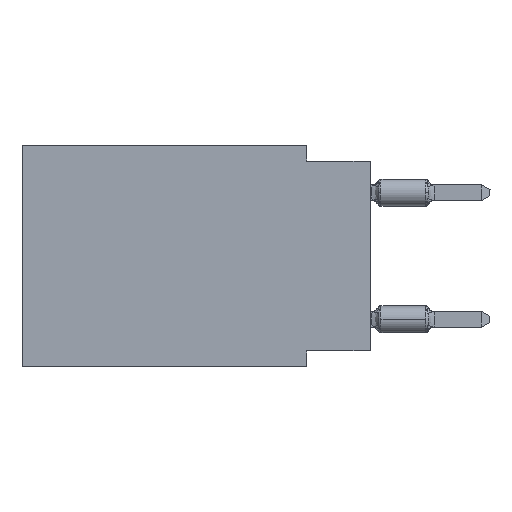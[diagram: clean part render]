
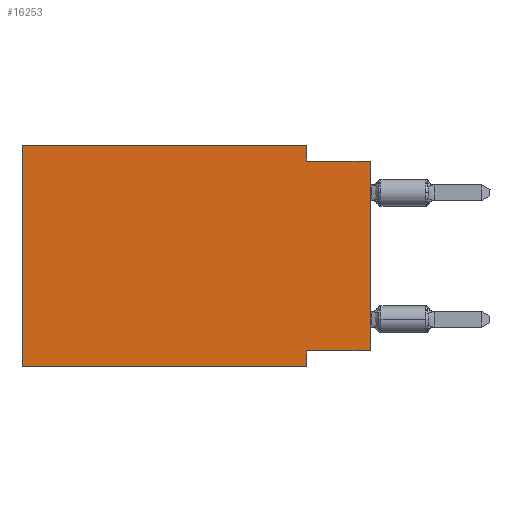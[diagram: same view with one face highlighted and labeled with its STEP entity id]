
A CAD part, left-side view. The second image highlights one B-rep face of the part: STEP entity #16253.
In plain terms, the highlighted planar face has unit normal (-1, 0, 0).
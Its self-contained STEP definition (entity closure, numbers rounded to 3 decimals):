
#164 = EDGE_CURVE ( 'NONE', #734, #5378, #18536, .T. ) ;
#507 = ORIENTED_EDGE ( 'NONE', *, *, #7357, .T. ) ;
#631 = VERTEX_POINT ( 'NONE', #6640 ) ;
#734 = VERTEX_POINT ( 'NONE', #3067 ) ;
#1173 = ORIENTED_EDGE ( 'NONE', *, *, #3619, .F. ) ;
#1494 = DIRECTION ( 'NONE',  ( 0., 0., 1. ) ) ;
#1761 = DIRECTION ( 'NONE',  ( 0., -1., 0. ) ) ;
#1851 = DIRECTION ( 'NONE',  ( 0., -1., 0. ) ) ;
#2061 = LINE ( 'NONE', #8297, #7103 ) ;
#2719 = ORIENTED_EDGE ( 'NONE', *, *, #3762, .F. ) ;
#2916 = CARTESIAN_POINT ( 'NONE',  ( 0., 13.97, 0. ) ) ;
#2971 = VECTOR ( 'NONE', #15759, 1000. ) ;
#3067 = CARTESIAN_POINT ( 'NONE',  ( 0., 13.97, -8.89 ) ) ;
#3087 = CARTESIAN_POINT ( 'NONE',  ( 0., 13.97, 0. ) ) ;
#3527 = VECTOR ( 'NONE', #1761, 1000. ) ;
#3619 = EDGE_CURVE ( 'NONE', #17841, #10272, #2061, .T. ) ;
#3762 = EDGE_CURVE ( 'NONE', #734, #18682, #19901, .T. ) ;
#4515 = CARTESIAN_POINT ( 'NONE',  ( 0., 13.97, -8.89 ) ) ;
#4632 = LINE ( 'NONE', #16901, #12791 ) ;
#5125 = ORIENTED_EDGE ( 'NONE', *, *, #164, .T. ) ;
#5378 = VERTEX_POINT ( 'NONE', #18827 ) ;
#5419 = CARTESIAN_POINT ( 'NONE',  ( 0., 2.54, -0.635 ) ) ;
#5430 = EDGE_LOOP ( 'NONE', ( #507, #1173, #18256, #17606, #2719, #5125, #17143, #17151 ) ) ;
#6444 = CARTESIAN_POINT ( 'NONE',  ( 0., 2.54, -8.89 ) ) ;
#6640 = CARTESIAN_POINT ( 'NONE',  ( 0., 0., -8.255 ) ) ;
#6651 = DIRECTION ( 'NONE',  ( 0., -1., 0. ) ) ;
#7103 = VECTOR ( 'NONE', #6651, 1000. ) ;
#7357 = EDGE_CURVE ( 'NONE', #631, #10272, #10999, .T. ) ;
#7489 = VERTEX_POINT ( 'NONE', #8037 ) ;
#7888 = LINE ( 'NONE', #3087, #8409 ) ;
#8037 = CARTESIAN_POINT ( 'NONE',  ( 0., 2.54, 0. ) ) ;
#8082 = DIRECTION ( 'NONE',  ( 0., 0., -1. ) ) ;
#8270 = EDGE_CURVE ( 'NONE', #18682, #7489, #7888, .T. ) ;
#8297 = CARTESIAN_POINT ( 'NONE',  ( 0., 0., -0.635 ) ) ;
#8371 = VECTOR ( 'NONE', #1494, 1000. ) ;
#8409 = VECTOR ( 'NONE', #1851, 1000. ) ;
#9105 = CARTESIAN_POINT ( 'NONE',  ( 0., 13.97, 0. ) ) ;
#9164 = CARTESIAN_POINT ( 'NONE',  ( 0., 0., 0. ) ) ;
#10272 = VERTEX_POINT ( 'NONE', #15007 ) ;
#10485 = VECTOR ( 'NONE', #8082, 1000. ) ;
#10999 = LINE ( 'NONE', #9164, #8371 ) ;
#11113 = AXIS2_PLACEMENT_3D ( 'NONE', #19596, #14989, #16932 ) ;
#11147 = LINE ( 'NONE', #11243, #2971 ) ;
#11243 = CARTESIAN_POINT ( 'NONE',  ( 0., 0., -8.255 ) ) ;
#11359 = VECTOR ( 'NONE', #12019, 1000. ) ;
#12019 = DIRECTION ( 'NONE',  ( 0., 0., 1. ) ) ;
#12791 = VECTOR ( 'NONE', #17004, 1000. ) ;
#13741 = EDGE_CURVE ( 'NONE', #7489, #17841, #4632, .T. ) ;
#14228 = LINE ( 'NONE', #6444, #10485 ) ;
#14989 = DIRECTION ( 'NONE',  ( 1., 0., 0. ) ) ;
#15007 = CARTESIAN_POINT ( 'NONE',  ( 0., 0., -0.635 ) ) ;
#15097 = FACE_OUTER_BOUND ( 'NONE', #5430, .T. ) ;
#15509 = EDGE_CURVE ( 'NONE', #631, #16643, #11147, .T. ) ;
#15759 = DIRECTION ( 'NONE',  ( 0., 1., 0. ) ) ;
#16253 = ADVANCED_FACE ( 'NONE', ( #15097 ), #18166, .F. ) ;
#16643 = VERTEX_POINT ( 'NONE', #19688 ) ;
#16901 = CARTESIAN_POINT ( 'NONE',  ( 0., 2.54, 0. ) ) ;
#16932 = DIRECTION ( 'NONE',  ( 0., 0., -1. ) ) ;
#17004 = DIRECTION ( 'NONE',  ( 0., 0., -1. ) ) ;
#17143 = ORIENTED_EDGE ( 'NONE', *, *, #18802, .F. ) ;
#17151 = ORIENTED_EDGE ( 'NONE', *, *, #15509, .F. ) ;
#17606 = ORIENTED_EDGE ( 'NONE', *, *, #8270, .F. ) ;
#17841 = VERTEX_POINT ( 'NONE', #5419 ) ;
#18166 = PLANE ( 'NONE',  #11113 ) ;
#18256 = ORIENTED_EDGE ( 'NONE', *, *, #13741, .F. ) ;
#18536 = LINE ( 'NONE', #4515, #3527 ) ;
#18682 = VERTEX_POINT ( 'NONE', #9105 ) ;
#18802 = EDGE_CURVE ( 'NONE', #16643, #5378, #14228, .T. ) ;
#18827 = CARTESIAN_POINT ( 'NONE',  ( 0., 2.54, -8.89 ) ) ;
#19596 = CARTESIAN_POINT ( 'NONE',  ( 0., 13.97, 0. ) ) ;
#19688 = CARTESIAN_POINT ( 'NONE',  ( 0., 2.54, -8.255 ) ) ;
#19901 = LINE ( 'NONE', #2916, #11359 ) ;
